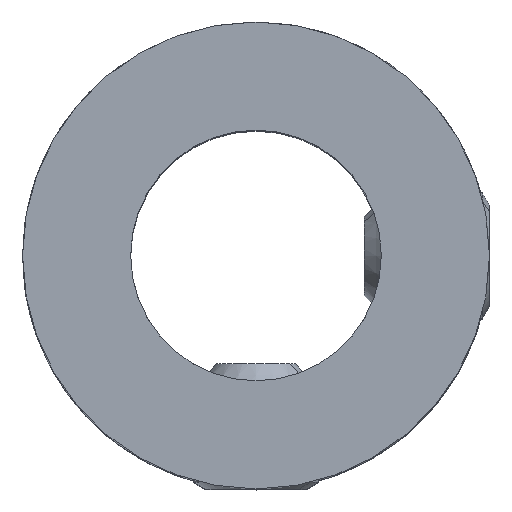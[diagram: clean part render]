
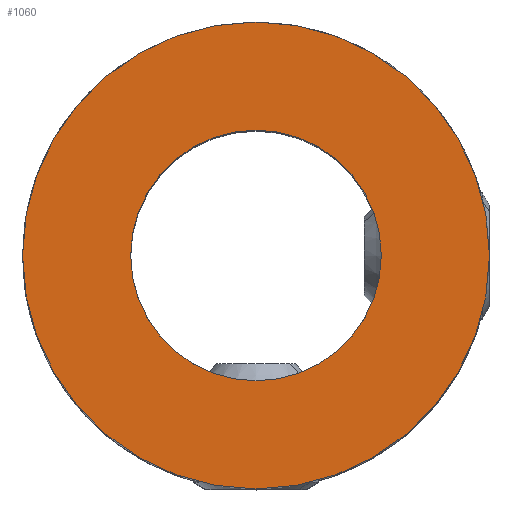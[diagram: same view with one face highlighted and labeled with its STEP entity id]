
A CAD part, top view. The second image highlights one B-rep face of the part: STEP entity #1060.
In plain terms, the highlighted planar face has unit normal (0, 0, 1).
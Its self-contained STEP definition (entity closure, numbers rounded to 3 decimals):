
#289 = AXIS2_PLACEMENT_3D ( 'NONE', #2537, #2272, #1945 ) ;
#336 = PLANE ( 'NONE',  #289 ) ;
#352 = EDGE_LOOP ( 'NONE', ( #1621, #3905 ) ) ;
#378 = VERTEX_POINT ( 'NONE', #2456 ) ;
#601 = CIRCLE ( 'NONE', #2198, 4. ) ;
#744 = CARTESIAN_POINT ( 'NONE',  ( 0., 0., 20. ) ) ;
#1001 = EDGE_LOOP ( 'NONE', ( #3863, #2714 ) ) ;
#1005 = FACE_BOUND ( 'NONE', #352, .T. ) ;
#1060 = ADVANCED_FACE ( 'NONE', ( #2230, #1005 ), #336, .T. ) ;
#1088 = AXIS2_PLACEMENT_3D ( 'NONE', #2105, #1784, #2739 ) ;
#1256 = DIRECTION ( 'NONE',  ( 0., 0., 1. ) ) ;
#1379 = CARTESIAN_POINT ( 'NONE',  ( -7.45, 0., 20. ) ) ;
#1450 = EDGE_CURVE ( 'NONE', #2775, #2329, #2348, .T. ) ;
#1504 = EDGE_CURVE ( 'NONE', #3777, #378, #1691, .T. ) ;
#1621 = ORIENTED_EDGE ( 'NONE', *, *, #3933, .F. ) ;
#1691 = CIRCLE ( 'NONE', #3131, 4. ) ;
#1784 = DIRECTION ( 'NONE',  ( 0., 0., 1. ) ) ;
#1872 = DIRECTION ( 'NONE',  ( 1., 0., 0. ) ) ;
#1945 = DIRECTION ( 'NONE',  ( 1., 0., 0. ) ) ;
#2020 = DIRECTION ( 'NONE',  ( 1., 0., 0. ) ) ;
#2105 = CARTESIAN_POINT ( 'NONE',  ( 0., 0., 20. ) ) ;
#2198 = AXIS2_PLACEMENT_3D ( 'NONE', #2993, #2674, #2020 ) ;
#2230 = FACE_OUTER_BOUND ( 'NONE', #1001, .T. ) ;
#2272 = DIRECTION ( 'NONE',  ( 0., 0., 1. ) ) ;
#2329 = VERTEX_POINT ( 'NONE', #3730 ) ;
#2348 = CIRCLE ( 'NONE', #1088, 7.45 ) ;
#2390 = CIRCLE ( 'NONE', #3626, 7.45 ) ;
#2456 = CARTESIAN_POINT ( 'NONE',  ( -4., 0., 20. ) ) ;
#2475 = CARTESIAN_POINT ( 'NONE',  ( 0., 0., 20. ) ) ;
#2537 = CARTESIAN_POINT ( 'NONE',  ( 0., 0., 20. ) ) ;
#2674 = DIRECTION ( 'NONE',  ( 0., 0., 1. ) ) ;
#2714 = ORIENTED_EDGE ( 'NONE', *, *, #3889, .T. ) ;
#2739 = DIRECTION ( 'NONE',  ( 1., 0., 0. ) ) ;
#2775 = VERTEX_POINT ( 'NONE', #1379 ) ;
#2993 = CARTESIAN_POINT ( 'NONE',  ( 0., 0., 20. ) ) ;
#3131 = AXIS2_PLACEMENT_3D ( 'NONE', #2475, #1256, #1872 ) ;
#3281 = DIRECTION ( 'NONE',  ( 1., 0., 0. ) ) ;
#3555 = DIRECTION ( 'NONE',  ( 0., 0., 1. ) ) ;
#3626 = AXIS2_PLACEMENT_3D ( 'NONE', #744, #3555, #3281 ) ;
#3730 = CARTESIAN_POINT ( 'NONE',  ( 7.45, 0., 20. ) ) ;
#3777 = VERTEX_POINT ( 'NONE', #3951 ) ;
#3863 = ORIENTED_EDGE ( 'NONE', *, *, #1450, .T. ) ;
#3889 = EDGE_CURVE ( 'NONE', #2329, #2775, #2390, .T. ) ;
#3905 = ORIENTED_EDGE ( 'NONE', *, *, #1504, .F. ) ;
#3933 = EDGE_CURVE ( 'NONE', #378, #3777, #601, .T. ) ;
#3951 = CARTESIAN_POINT ( 'NONE',  ( 4., 0., 20. ) ) ;
